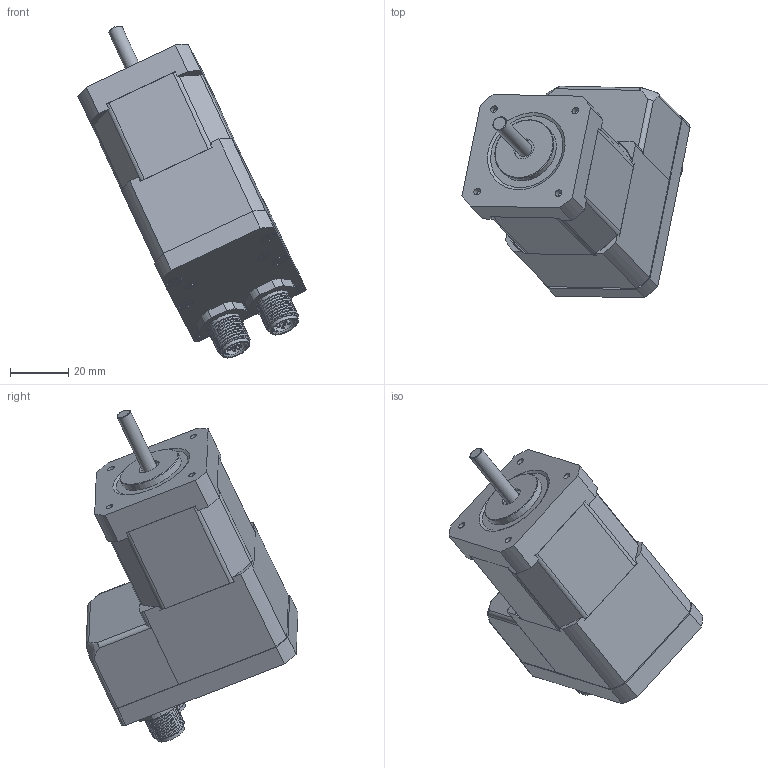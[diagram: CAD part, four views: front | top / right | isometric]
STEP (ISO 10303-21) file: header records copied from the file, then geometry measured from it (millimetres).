
FILE_DESCRIPTION((''),'2;1');
FILE_NAME('PD2-N4118L1804-IP.stp','2012-10-19T15:22:17',('wei_j'),(''),'Autodesk Inventor 2010','Autodesk Inventor 2010','');
FILE_SCHEMA(('AUTOMOTIVE_DESIGN { 1 0 10303 214 1 1 1 1 }'));
Length unit declared in the file: millimetre
Products named in the file (1): PD2-N4118L1804-IP
Bounding box: 78.56 x 72.93 x 114.39 mm (x, y, z)
Volume: 104544.5 mm3; surface area: 46735.7 mm2
Topology: 17 solids, 17 shells, 734 faces, 2012 edges, 1342 vertices
Faces by surface type: plane 280, cylinder 252, cone 135, torus 48, bspline 19
Full cylindrical faces by diameter (mm): 1 x13, 1.755 x2, 2 x2, 2.013 x9, 2.1 x40, 2.224 x6, 2.459 x4, 2.5 x7, 2.693 x1, 2.9 x2, 3 x1, 3.4 x5, 3.8 x2, 4.7 x6, 5 x2, 5.5 x1, 6 x4, 7.5 x1, 9 x1, 9.2 x1, 10.5 x2, 12 x19, 16 x2, 21.95 x1, 22 x1
Entity records: 34949 total; most frequent: CARTESIAN_POINT 18010, ORIENTED_EDGE 3456, DIRECTION 3225, EDGE_CURVE 1728, VERTEX_POINT 1260, AXIS2_PLACEMENT_3D 1247, EDGE_LOOP 896, VECTOR 731
